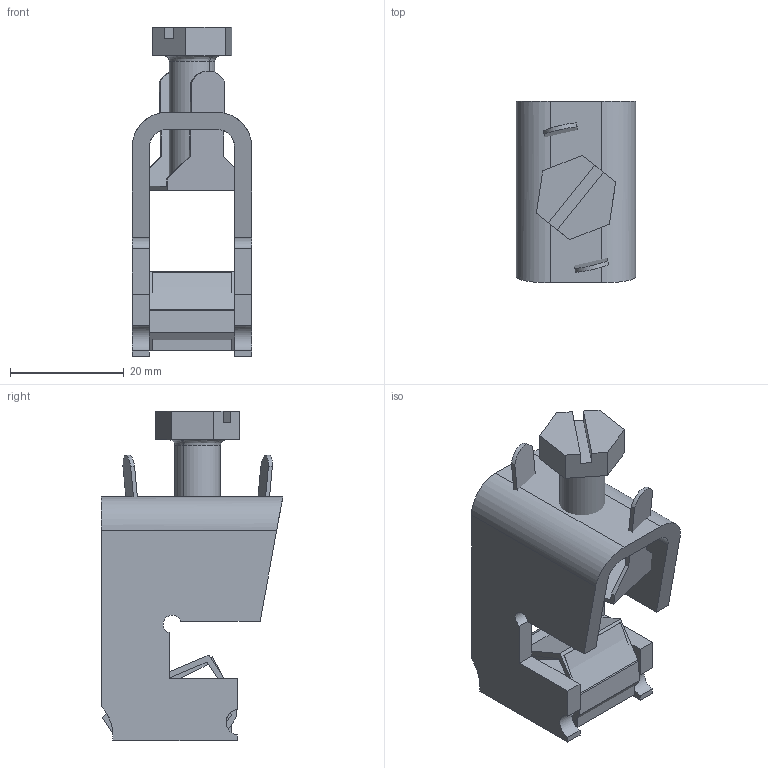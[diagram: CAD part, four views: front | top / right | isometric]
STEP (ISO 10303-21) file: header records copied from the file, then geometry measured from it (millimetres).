
FILE_DESCRIPTION (( 'STEP AP214' ), '1' );
FILE_NAME ('CK-170.STEP', '2017-05-17T13:47:52', ( '' ), ( '' ), 'SwSTEP 2.0', 'SolidWorks 2017', '' );
FILE_SCHEMA (( 'AUTOMOTIVE_DESIGN' ));
Length unit declared in the file: millimetre
Products named in the file (6): 71187000; 80096000; 71203000; 71202000; CK-170; CK-170_0
Assembly tree (5 placements, depth 3):
  CK-170
    CK-170_0
      71187000
      80096000
      71203000
      71202000
Bounding box: 21 x 32 x 58 mm (x, y, z)
Volume: 10599 mm3; surface area: 10800.5 mm2
Topology: 4 solids, 4 shells, 108 faces, 305 edges, 196 vertices
Faces by surface type: plane 86, cylinder 18, bspline 2, cone 2
Entity records: 5017 total; most frequent: CARTESIAN_POINT 796, ORIENTED_EDGE 610, DIRECTION 571, EDGE_CURVE 305, LINE 249, VECTOR 249, VERTEX_POINT 196, AXIS2_PLACEMENT_3D 161
